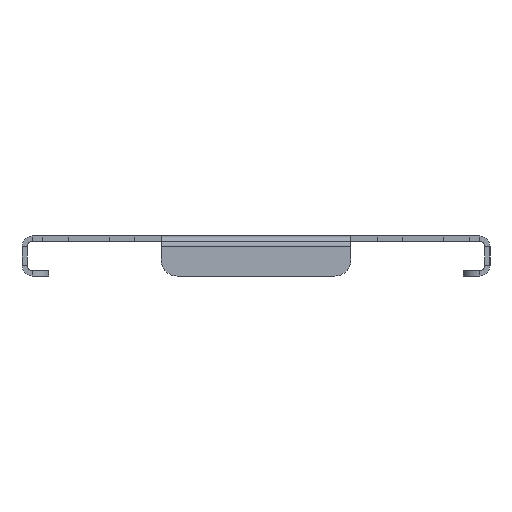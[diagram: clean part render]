
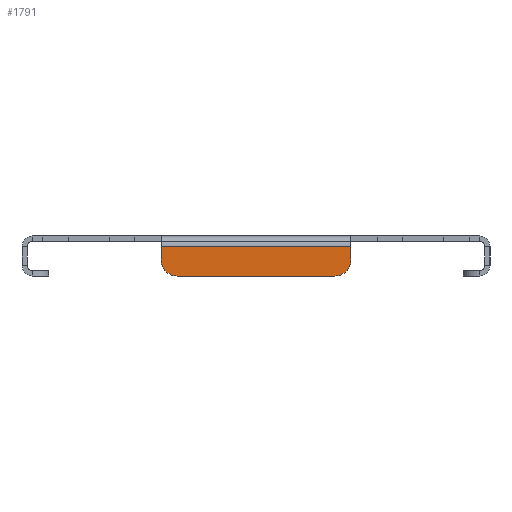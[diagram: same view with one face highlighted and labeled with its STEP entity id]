
A CAD part, left-side view. The second image highlights one B-rep face of the part: STEP entity #1791.
In plain terms, the highlighted planar face has unit normal (-1, 0, 0).
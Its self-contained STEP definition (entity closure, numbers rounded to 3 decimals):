
#35 = ORIENTED_EDGE ( 'NONE', *, *, #2841, .T. ) ;
#91 = VERTEX_POINT ( 'NONE', #1603 ) ;
#119 = CARTESIAN_POINT ( 'NONE',  ( -549.5, -29.5, -9. ) ) ;
#167 = CARTESIAN_POINT ( 'NONE',  ( -549.5, -35.5, -15. ) ) ;
#276 = VECTOR ( 'NONE', #461, 1000. ) ;
#288 = VERTEX_POINT ( 'NONE', #2809 ) ;
#378 = CIRCLE ( 'NONE', #762, 6. ) ;
#387 = VERTEX_POINT ( 'NONE', #2610 ) ;
#435 = ORIENTED_EDGE ( 'NONE', *, *, #2326, .F. ) ;
#461 = DIRECTION ( 'NONE',  ( 0., 0., -1. ) ) ;
#496 = DIRECTION ( 'NONE',  ( 1., 0., 0. ) ) ;
#568 = VECTOR ( 'NONE', #1763, 1000. ) ;
#614 = DIRECTION ( 'NONE',  ( 0., 0., -1. ) ) ;
#672 = AXIS2_PLACEMENT_3D ( 'NONE', #872, #496, #1414 ) ;
#692 = LINE ( 'NONE', #2040, #276 ) ;
#762 = AXIS2_PLACEMENT_3D ( 'NONE', #1175, #2506, #2544 ) ;
#821 = EDGE_CURVE ( 'NONE', #1408, #1666, #831, .T. ) ;
#831 = LINE ( 'NONE', #167, #568 ) ;
#872 = CARTESIAN_POINT ( 'NONE',  ( -549.5, 0., 0. ) ) ;
#967 = EDGE_CURVE ( 'NONE', #387, #91, #378, .T. ) ;
#1002 = EDGE_CURVE ( 'NONE', #2148, #387, #692, .T. ) ;
#1087 = EDGE_LOOP ( 'NONE', ( #435, #35, #1969, #1898, #1107, #2503 ) ) ;
#1092 = CIRCLE ( 'NONE', #2010, 6. ) ;
#1107 = ORIENTED_EDGE ( 'NONE', *, *, #1002, .T. ) ;
#1175 = CARTESIAN_POINT ( 'NONE',  ( -549.5, 29.5, -9. ) ) ;
#1296 = LINE ( 'NONE', #2218, #2005 ) ;
#1408 = VERTEX_POINT ( 'NONE', #2952 ) ;
#1414 = DIRECTION ( 'NONE',  ( 0., 0., -1. ) ) ;
#1505 = DIRECTION ( 'NONE',  ( 0., -1., 0. ) ) ;
#1603 = CARTESIAN_POINT ( 'NONE',  ( -549.5, 29.5, -15. ) ) ;
#1666 = VERTEX_POINT ( 'NONE', #2198 ) ;
#1763 = DIRECTION ( 'NONE',  ( 0., 0., 1. ) ) ;
#1774 = DIRECTION ( 'NONE',  ( -1., 0., 0. ) ) ;
#1791 = ADVANCED_FACE ( 'NONE', ( #2562 ), #2806, .F. ) ;
#1815 = VECTOR ( 'NONE', #1912, 1000. ) ;
#1898 = ORIENTED_EDGE ( 'NONE', *, *, #2861, .F. ) ;
#1912 = DIRECTION ( 'NONE',  ( 0., 1., 0. ) ) ;
#1969 = ORIENTED_EDGE ( 'NONE', *, *, #821, .T. ) ;
#2005 = VECTOR ( 'NONE', #1505, 1000. ) ;
#2010 = AXIS2_PLACEMENT_3D ( 'NONE', #119, #1774, #614 ) ;
#2040 = CARTESIAN_POINT ( 'NONE',  ( -549.5, 35.5, -15. ) ) ;
#2127 = CARTESIAN_POINT ( 'NONE',  ( -549.5, -87.5, -15. ) ) ;
#2148 = VERTEX_POINT ( 'NONE', #2529 ) ;
#2198 = CARTESIAN_POINT ( 'NONE',  ( -549.5, -35.5, -4. ) ) ;
#2218 = CARTESIAN_POINT ( 'NONE',  ( -549.5, -87.5, -4. ) ) ;
#2326 = EDGE_CURVE ( 'NONE', #288, #91, #2379, .T. ) ;
#2379 = LINE ( 'NONE', #2127, #1815 ) ;
#2503 = ORIENTED_EDGE ( 'NONE', *, *, #967, .T. ) ;
#2506 = DIRECTION ( 'NONE',  ( -1., 0., 0. ) ) ;
#2529 = CARTESIAN_POINT ( 'NONE',  ( -549.5, 35.5, -4. ) ) ;
#2544 = DIRECTION ( 'NONE',  ( 0., 0., -1. ) ) ;
#2562 = FACE_OUTER_BOUND ( 'NONE', #1087, .T. ) ;
#2610 = CARTESIAN_POINT ( 'NONE',  ( -549.5, 35.5, -9. ) ) ;
#2806 = PLANE ( 'NONE',  #672 ) ;
#2809 = CARTESIAN_POINT ( 'NONE',  ( -549.5, -29.5, -15. ) ) ;
#2841 = EDGE_CURVE ( 'NONE', #288, #1408, #1092, .T. ) ;
#2861 = EDGE_CURVE ( 'NONE', #2148, #1666, #1296, .T. ) ;
#2952 = CARTESIAN_POINT ( 'NONE',  ( -549.5, -35.5, -9. ) ) ;
